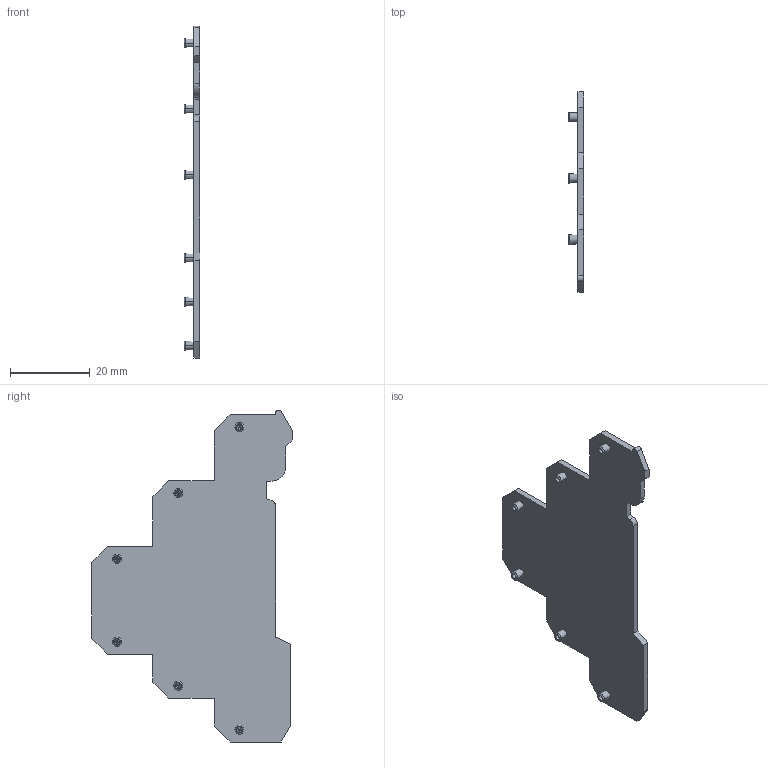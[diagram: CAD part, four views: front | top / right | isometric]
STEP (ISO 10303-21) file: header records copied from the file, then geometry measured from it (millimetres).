
FILE_DESCRIPTION((''),'2;1');
FILE_NAME('IKD25AP_KOMBI_32','2012-03-13T',('Neumann'),(''),'PRO/ENGINEER BY PARAMETRIC TECHNOLOGY CORPORATION, 2007390','PRO/ENGINEER BY PARAMETRIC TECHNOLOGY CORPORATION, 2007390','');
FILE_SCHEMA(('CONFIG_CONTROL_DESIGN'));
Length unit declared in the file: millimetre
Products named in the file (1): IKD25AP_KOMBI_32
Bounding box: 4 x 50.3 x 83.19 mm (x, y, z)
Volume: 3928.1 mm3; surface area: 5722.9 mm2
Topology: 1 solids, 1 shells, 107 faces, 243 edges, 150 vertices
Faces by surface type: plane 43, cone 24, cylinder 16, bspline 12, torus 12
Entity records: 3175 total; most frequent: CARTESIAN_POINT 680, DIRECTION 549, ORIENTED_EDGE 486, EDGE_CURVE 243, AXIS2_PLACEMENT_3D 211, VERTEX_POINT 150, VECTOR 127, LINE 127
